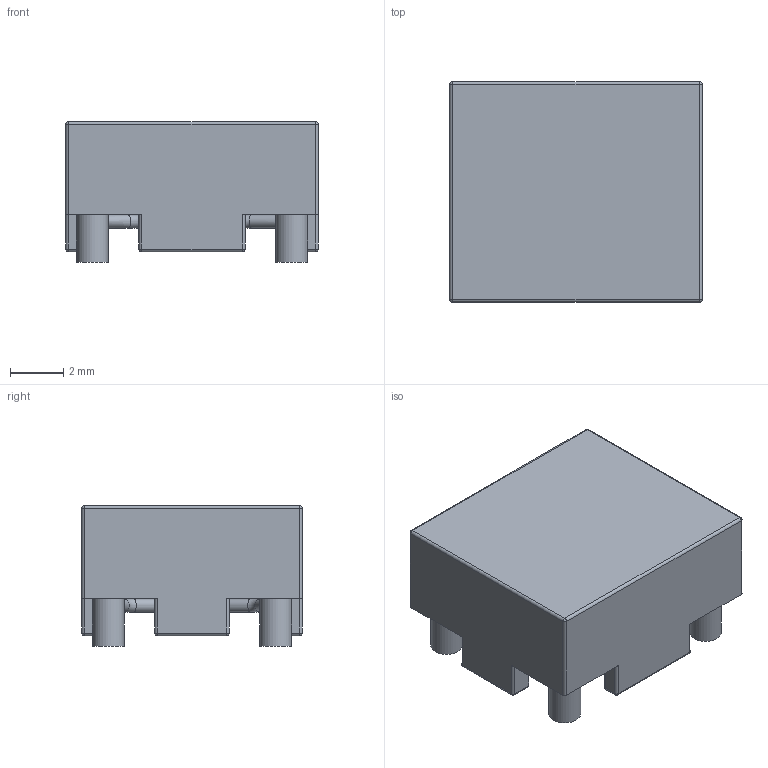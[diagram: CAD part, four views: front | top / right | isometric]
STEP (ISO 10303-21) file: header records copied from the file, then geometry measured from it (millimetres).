
FILE_DESCRIPTION(/* description */ ('Unknown'),/* implementation_level */ '2;1');
FILE_NAME(/* name */ 'L_Wurth_WE-SL5HC-744273x',/* time_stamp */ '2025-06-05T17:44:49+08:00',/* author */ ('Unknown'),/* organization */ ('Unknown'),/* preprocessor_version */ 'ST-DEVELOPER v19.4',/* originating_system */ 'Solid Edge',/* authorisation */ 'Unknown');
FILE_SCHEMA (('AUTOMOTIVE_DESIGN {1 0 10303 214 3 1 1}'));
Length unit declared in the file: millimetre
Products named in the file (2): L_Wurth_WE-SL5HC-744273x
Assembly tree (1 placements, depth 2):
  L_Wurth_WE-SL5HC-744273x
    L_Wurth_WE-SL5HC-744273x
Bounding box: 9.5 x 8.3 x 5.3 mm (x, y, z)
Volume: 241.1 mm3; surface area: 690.5 mm2
Topology: 1 solids, 1 shells, 271 faces, 632 edges, 342 vertices
Faces by surface type: cylinder 128, plane 55, torus 46, bspline 22, sphere 20
Full cylindrical faces by diameter (mm): 0.5 x52, 1.2 x4
Entity records: 12813 total; most frequent: CARTESIAN_POINT 5255, DIRECTION 1270, ORIENTED_EDGE 988, AXIS2_PLACEMENT_3D 529, EDGE_CURVE 494, EDGE_LOOP 388, FACE_BOUND 388, VERTEX_POINT 334
